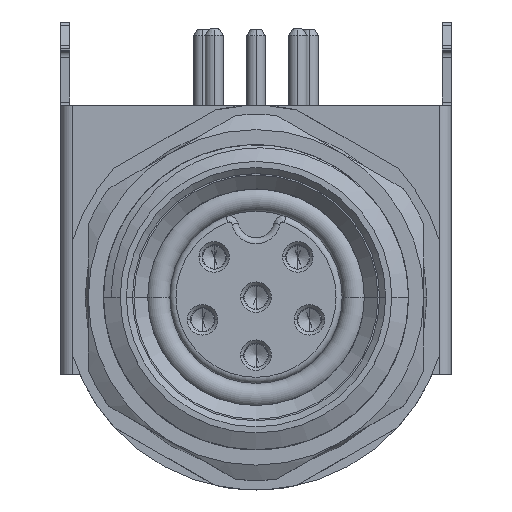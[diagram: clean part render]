
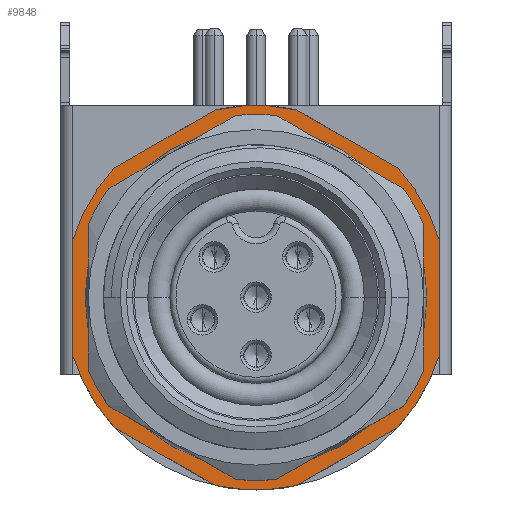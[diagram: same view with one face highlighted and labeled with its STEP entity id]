
A CAD part, top view. The second image highlights one B-rep face of the part: STEP entity #9848.
In plain terms, the highlighted planar face has unit normal (0, 0, 1).
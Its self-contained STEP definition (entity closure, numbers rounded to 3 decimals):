
#6176=CARTESIAN_POINT('',(0.,0.,-3.8));
#6177=DIRECTION('',(0.,0.,-1.));
#6178=DIRECTION('',(-0.212,0.977,0.));
#6179=AXIS2_PLACEMENT_3D('',#6176,#6177,#6178);
#6181=DIRECTION('',(0.866,-0.5,0.));
#6182=VECTOR('',#6181,3.842);
#6183=CARTESIAN_POINT('',(1.336,6.157,-3.8));
#6184=LINE('',#6183,#6182);
#6185=CARTESIAN_POINT('',(0.,0.,-3.8));
#6186=DIRECTION('',(0.,0.,-1.));
#6187=DIRECTION('',(0.74,0.672,0.));
#6188=AXIS2_PLACEMENT_3D('',#6185,#6186,#6187);
#6190=DIRECTION('',(0.,-1.,0.));
#6191=VECTOR('',#6190,3.842);
#6192=CARTESIAN_POINT('',(6.,1.921,-3.8));
#6193=LINE('',#6192,#6191);
#6194=CARTESIAN_POINT('',(0.,0.,-3.8));
#6195=DIRECTION('',(0.,0.,-1.));
#6196=DIRECTION('',(0.952,-0.305,0.));
#6197=AXIS2_PLACEMENT_3D('',#6194,#6195,#6196);
#6199=DIRECTION('',(-0.866,-0.5,0.));
#6200=VECTOR('',#6199,3.842);
#6201=CARTESIAN_POINT('',(4.664,-4.236,-3.8));
#6202=LINE('',#6201,#6200);
#6203=CARTESIAN_POINT('',(0.,0.,-3.8));
#6204=DIRECTION('',(0.,0.,-1.));
#6205=DIRECTION('',(0.212,-0.977,0.));
#6206=AXIS2_PLACEMENT_3D('',#6203,#6204,#6205);
#6208=DIRECTION('',(-0.866,0.5,0.));
#6209=VECTOR('',#6208,3.842);
#6210=CARTESIAN_POINT('',(-1.336,-6.157,-3.8));
#6211=LINE('',#6210,#6209);
#6212=CARTESIAN_POINT('',(0.,0.,-3.8));
#6213=DIRECTION('',(0.,0.,-1.));
#6214=DIRECTION('',(-0.74,-0.672,0.));
#6215=AXIS2_PLACEMENT_3D('',#6212,#6213,#6214);
#6217=DIRECTION('',(0.,1.,0.));
#6218=VECTOR('',#6217,3.842);
#6219=CARTESIAN_POINT('',(-6.,-1.921,-3.8));
#6220=LINE('',#6219,#6218);
#6221=CARTESIAN_POINT('',(0.,0.,-3.8));
#6222=DIRECTION('',(0.,0.,-1.));
#6223=DIRECTION('',(-0.952,0.305,0.));
#6224=AXIS2_PLACEMENT_3D('',#6221,#6222,#6223);
#6226=DIRECTION('',(0.866,0.5,0.));
#6227=VECTOR('',#6226,3.842);
#6228=CARTESIAN_POINT('',(-4.664,4.236,-3.8));
#6229=LINE('',#6228,#6227);
#6230=CARTESIAN_POINT('',(0.,0.,-3.8));
#6231=DIRECTION('',(0.,0.,1.));
#6232=DIRECTION('',(-1.,0.,0.));
#6233=AXIS2_PLACEMENT_3D('',#6230,#6231,#6232);
#6235=CARTESIAN_POINT('',(0.,0.,-3.8));
#6236=DIRECTION('',(0.,0.,1.));
#6237=DIRECTION('',(1.,0.,0.));
#6238=AXIS2_PLACEMENT_3D('',#6235,#6236,#6237);
#9126=CARTESIAN_POINT('',(-1.336,6.157,-3.8));
#9127=CARTESIAN_POINT('',(1.336,6.157,-3.8));
#9128=VERTEX_POINT('',#9126);
#9129=VERTEX_POINT('',#9127);
#9130=CARTESIAN_POINT('',(4.664,4.236,-3.8));
#9131=VERTEX_POINT('',#9130);
#9132=CARTESIAN_POINT('',(6.,1.921,-3.8));
#9133=VERTEX_POINT('',#9132);
#9134=CARTESIAN_POINT('',(6.,-1.921,-3.8));
#9135=VERTEX_POINT('',#9134);
#9136=CARTESIAN_POINT('',(4.664,-4.236,-3.8));
#9137=VERTEX_POINT('',#9136);
#9138=CARTESIAN_POINT('',(1.336,-6.157,-3.8));
#9139=VERTEX_POINT('',#9138);
#9140=CARTESIAN_POINT('',(-1.336,-6.157,-3.8));
#9141=VERTEX_POINT('',#9140);
#9142=CARTESIAN_POINT('',(-4.664,-4.236,-3.8));
#9143=VERTEX_POINT('',#9142);
#9144=CARTESIAN_POINT('',(-6.,-1.921,-3.8));
#9145=VERTEX_POINT('',#9144);
#9146=CARTESIAN_POINT('',(-6.,1.921,-3.8));
#9147=VERTEX_POINT('',#9146);
#9148=CARTESIAN_POINT('',(-4.664,4.236,-3.8));
#9149=VERTEX_POINT('',#9148);
#9176=CARTESIAN_POINT('',(-4.7,0.,-3.8));
#9177=CARTESIAN_POINT('',(4.7,0.,-3.8));
#9178=VERTEX_POINT('',#9176);
#9179=VERTEX_POINT('',#9177);
#9811=CARTESIAN_POINT('',(0.,0.,-3.8));
#9812=DIRECTION('',(0.,0.,-1.));
#9813=DIRECTION('',(-1.,0.,0.));
#9814=AXIS2_PLACEMENT_3D('',#9811,#9812,#9813);
#9815=PLANE('',#9814);
#9817=ORIENTED_EDGE('',*,*,#9816,.T.);
#9819=ORIENTED_EDGE('',*,*,#9818,.T.);
#9821=ORIENTED_EDGE('',*,*,#9820,.T.);
#9823=ORIENTED_EDGE('',*,*,#9822,.T.);
#9825=ORIENTED_EDGE('',*,*,#9824,.T.);
#9827=ORIENTED_EDGE('',*,*,#9826,.T.);
#9829=ORIENTED_EDGE('',*,*,#9828,.T.);
#9831=ORIENTED_EDGE('',*,*,#9830,.T.);
#9833=ORIENTED_EDGE('',*,*,#9832,.T.);
#9835=ORIENTED_EDGE('',*,*,#9834,.T.);
#9837=ORIENTED_EDGE('',*,*,#9836,.T.);
#9839=ORIENTED_EDGE('',*,*,#9838,.T.);
#9840=EDGE_LOOP('',(#9817,#9819,#9821,#9823,#9825,#9827,#9829,#9831,#9833,#9835,
#9837,#9839));
#9841=FACE_OUTER_BOUND('',#9840,.F.);
#9843=ORIENTED_EDGE('',*,*,#9842,.T.);
#9845=ORIENTED_EDGE('',*,*,#9844,.T.);
#9846=EDGE_LOOP('',(#9843,#9845));
#9847=FACE_BOUND('',#9846,.F.);
#6180=CIRCLE('',#6179,6.3);
#6189=CIRCLE('',#6188,6.3);
#6198=CIRCLE('',#6197,6.3);
#6207=CIRCLE('',#6206,6.3);
#6216=CIRCLE('',#6215,6.3);
#6225=CIRCLE('',#6224,6.3);
#6234=CIRCLE('',#6233,4.7);
#6239=CIRCLE('',#6238,4.7);
#9816=EDGE_CURVE('',#9128,#9129,#6180,.T.);
#9818=EDGE_CURVE('',#9129,#9131,#6184,.T.);
#9820=EDGE_CURVE('',#9131,#9133,#6189,.T.);
#9822=EDGE_CURVE('',#9133,#9135,#6193,.T.);
#9824=EDGE_CURVE('',#9135,#9137,#6198,.T.);
#9826=EDGE_CURVE('',#9137,#9139,#6202,.T.);
#9828=EDGE_CURVE('',#9139,#9141,#6207,.T.);
#9830=EDGE_CURVE('',#9141,#9143,#6211,.T.);
#9832=EDGE_CURVE('',#9143,#9145,#6216,.T.);
#9834=EDGE_CURVE('',#9145,#9147,#6220,.T.);
#9836=EDGE_CURVE('',#9147,#9149,#6225,.T.);
#9838=EDGE_CURVE('',#9149,#9128,#6229,.T.);
#9842=EDGE_CURVE('',#9178,#9179,#6234,.T.);
#9844=EDGE_CURVE('',#9179,#9178,#6239,.T.);
#9848=ADVANCED_FACE('',(#9841,#9847),#9815,.F.);
